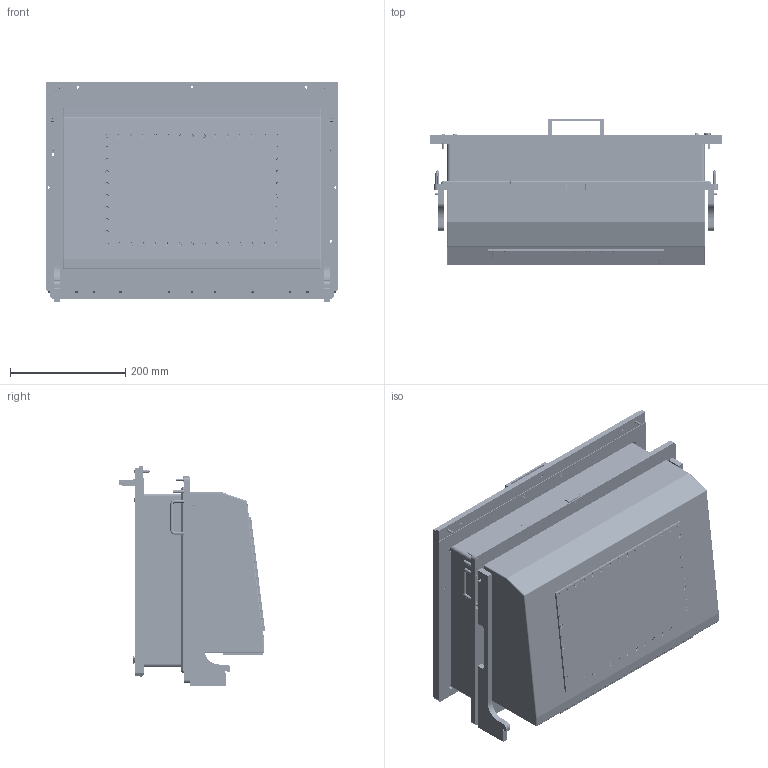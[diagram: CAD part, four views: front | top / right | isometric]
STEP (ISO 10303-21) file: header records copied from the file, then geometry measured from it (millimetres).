
FILE_DESCRIPTION (( 'STEP AP214' ), '1' );
FILE_NAME ('INGUN_154013.STEP', '2022-02-14T11:06:53', ( '' ), ( '' ), 'SwSTEP 2.0', 'SolidWorks 2018', '' );
FILE_SCHEMA (( 'AUTOMOTIVE_DESIGN' ));
Length unit declared in the file: millimetre
Products named in the file (56): 32293~0_S; 43627~0_Hub 22,5mm<Standard>; 32918~2_S; 112483~0_S; 112524~0_S; 53731~0; 2229~6; 2196~6; 112375~4_KUNDE<Standard>; 2528~0; ISO7380~n_M04,0x016; DIN7991~n_M03,0x010 VA; DIN7979~n_04,0m6x020M3; 112378~2; DIN912~n_M04,0x012; 110222~0_S; 111983~0; ISO7380~n_M04,0x008; 112482~0_KUNDE<S>; ISO7380~n_M03,0x008; DIN7991~n_M03,0x006; ISO7380~n_M04,0x006; 41899~3_flexiebel <S>; 111939~1_S; DIN6325~n_06,0m6x030; 5015~0; 32917~1_S; GKS-114-0015~-g-k-s_Hub = 08,0 <S>; Gewindebuchse~n_M04-04,5 offen; DIN6325~n_03,0m6x024; KS-113-Master~-k-s_KS-113 23; 112069~3_S; 35419~0; 32914~2_S; 112525~0; 41369~1_S; ISO7380~n_M04,0x010; 112525~0_S; DIN7991~n_M04,0x010; Gewindebuchse~n_M05-03,9 offen ...
Assembly tree (191 placements, depth 4):
  INGUN_154013
    112481~0_KUNDE<Standard>
      112375~4_KUNDE<Standard>
      112483~0_S
        111983~0
        111938~1_S
        32914~2_S
        32915~2_S
        111939~1_S
        32917~1_S  x2
        32918~2_S  x2
        DIN7991~n_M03,0x008 VA  x84
        DIN7991~n_M03,0x005  x8
      111902~0_S  x2
      112524~0_S
        112524~0_S
        Gewindebuchse~n_M04-04,5 offen  x4
      112525~0_S
        112525~0
        Gewindebuchse~n_M05-03,9 offen  x2
      35419~0  x4
      2196~6  x2
      2229~6  x2
      43627~0_Hub 22,5mm<Standard>  x4
      32293~0_S
      1598~0  x2
      41899~3_flexiebel <S>
        KS-113-Master~-k-s_KS-113 23
        GKS-114-0015~-g-k-s_Hub = 08,0 <S>
        53731~0
        3917~3_M 3 A
      2528~0  x4
      DIN912~n_M03,0x012  x4
      DIN6325~n_04,0m6x016  x2
      DIN912~n_M04,0x012  x4
      DIN7991~n_M03,0x010 VA
      DIN6325~n_06,0m6x030
      DIN6325~n_03,0m6x016
      DIN6325~n_03,0m6x024
      ISO7380~n_M04,0x010  x2
      DIN7991~n_M04,0x010  x4
    112482~0_KUNDE<S>
      112073~2_KUNDE<S>
      112069~3_S
      112378~2
      1607~1
      5015~0
      48213~0_S
      41369~1_S  x4
      DIN912~n_M04,0x012  x2
      DIN7991~n_M03,0x006
      ISO7380~n_M03,0x008  x2
      DIN7979~n_04,0m6x020M3  x2
      ISO7380~n_M04,0x006  x3
      ISO7380~n_M04,0x010  x4
      ISO7380~n_M04,0x016  x4
      ISO7380~n_M04,0x008
      110222~0_S
Bounding box: 506 x 253.29 x 382.75 mm (x, y, z)
Volume: 6527017 mm3; surface area: 2794600.9 mm2
Topology: 188 solids, 188 shells, 7069 faces, 17510 edges, 11107 vertices
Faces by surface type: cylinder 4231, plane 1664, cone 1020, torus 112, sphere 34, bspline 8
Entity records: 102171 total; most frequent: CARTESIAN_POINT 17170, DIRECTION 17138, ORIENTED_EDGE 14288, EDGE_CURVE 7144, AXIS2_PLACEMENT_3D 6895, VERTEX_POINT 4601, EDGE_LOOP 4027, CIRCLE 3778
